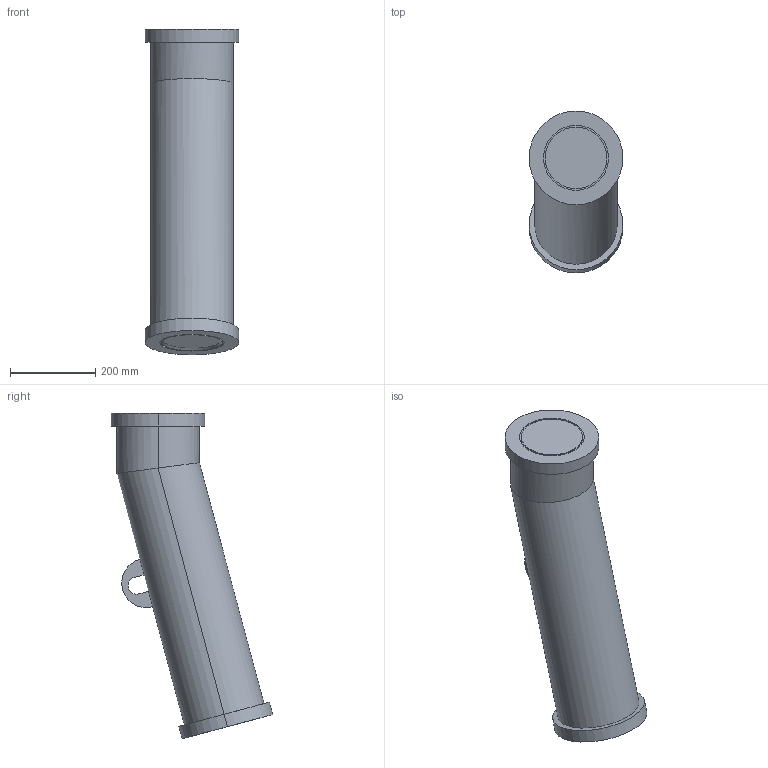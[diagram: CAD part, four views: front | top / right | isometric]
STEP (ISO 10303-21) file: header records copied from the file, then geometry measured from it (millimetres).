
FILE_DESCRIPTION (( 'STEP AP203' ), '1' );
FILE_NAME ('DN100-15-ANGLE.STEP', '2021-03-30T08:10:53', ( '' ), ( '' ), 'SwSTEP 2.0', 'SolidWorks 2017', '' );
FILE_SCHEMA (( 'CONFIG_CONTROL_DESIGN' ));
Length unit declared in the file: millimetre
Products named in the file (1): DN100-15-ANGLE
Bounding box: 220 x 378.98 x 764.53 mm (x, y, z)
Volume: 22787604.7 mm3; surface area: 573475.4 mm2
Topology: 1 solids, 1 shells, 35 faces, 76 edges, 50 vertices
Faces by surface type: cylinder 18, plane 15, cone 2
Entity records: 1055 total; most frequent: DIRECTION 186, CARTESIAN_POINT 168, ORIENTED_EDGE 152, EDGE_CURVE 76, AXIS2_PLACEMENT_3D 76, VERTEX_POINT 50, EDGE_LOOP 44, CIRCLE 40
